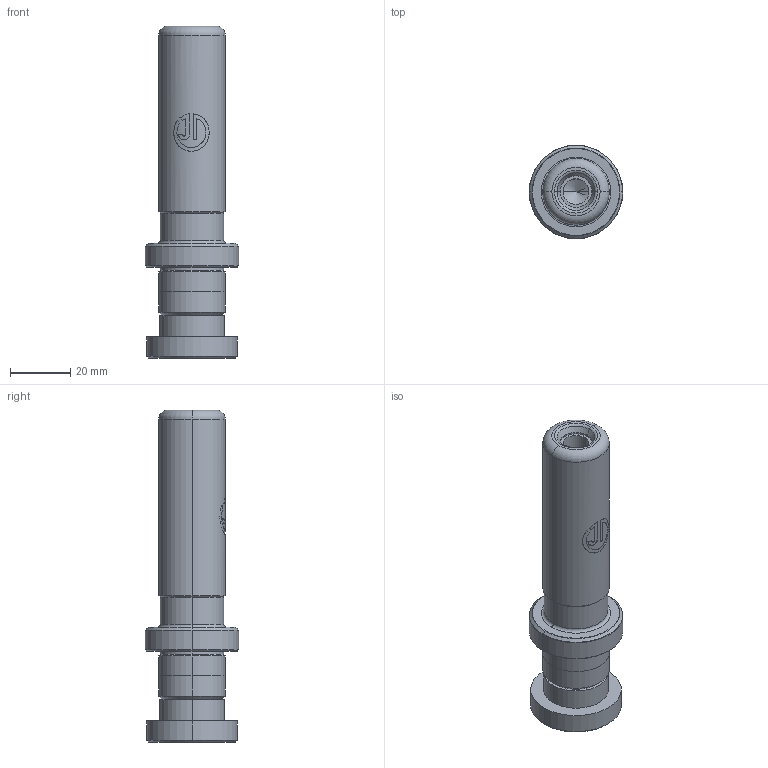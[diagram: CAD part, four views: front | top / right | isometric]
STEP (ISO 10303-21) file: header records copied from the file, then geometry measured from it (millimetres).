
FILE_DESCRIPTION (( 'STEP AP214' ), '1' );
FILE_NAME ('DRPM-D22-L80.STEP', '2025-02-20T02:13:29', ( '111' ), ( '21222' ), 'SwSTEP 2.0', 'SolidWorks 2020', '' );
FILE_SCHEMA (( 'AUTOMOTIVE_DESIGN' ));
Length unit declared in the file: millimetre
Products named in the file (3): DRPM蹟簽D22; DRPM-D22-L80
Assembly tree (2 placements, depth 2):
  DRPM-D22-L80
    DRPM-D22-L80
    DRPM蹟簽D22
Bounding box: 31 x 31 x 110 mm (x, y, z)
Volume: 40153.1 mm3; surface area: 12941.7 mm2
Topology: 2 solids, 2 shells, 93 faces, 198 edges, 118 vertices
Faces by surface type: cylinder 30, cone 22, plane 19, torus 14, bspline 8
Entity records: 3963 total; most frequent: CARTESIAN_POINT 1813, DIRECTION 452, ORIENTED_EDGE 388, AXIS2_PLACEMENT_3D 196, EDGE_CURVE 194, VERTEX_POINT 118, EDGE_LOOP 108, CIRCLE 106
